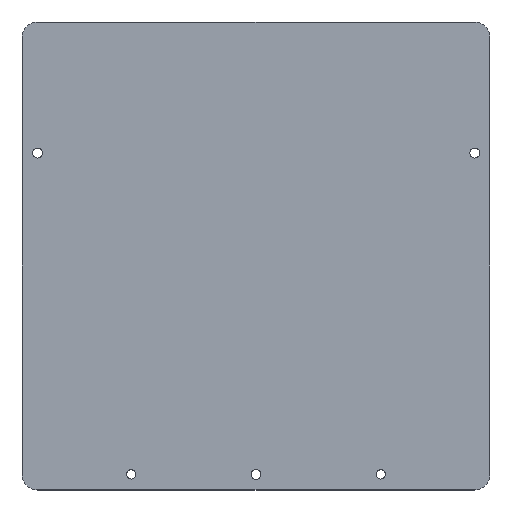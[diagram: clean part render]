
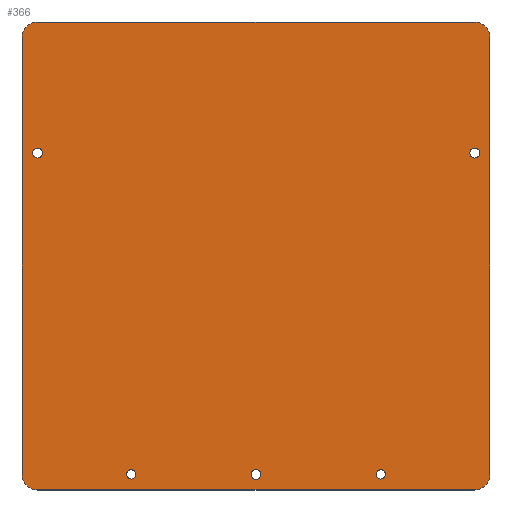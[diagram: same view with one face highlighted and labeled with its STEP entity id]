
A CAD part, top view. The second image highlights one B-rep face of the part: STEP entity #366.
In plain terms, the highlighted planar face has unit normal (0, 0, 1).
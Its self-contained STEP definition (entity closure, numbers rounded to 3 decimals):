
#18=FACE_BOUND('',#76,.T.);
#19=FACE_BOUND('',#77,.T.);
#20=FACE_BOUND('',#78,.T.);
#21=FACE_BOUND('',#79,.T.);
#22=FACE_BOUND('',#80,.T.);
#35=PLANE('',#422);
#51=FACE_OUTER_BOUND('',#75,.T.);
#75=EDGE_LOOP('',(#294,#295,#296,#297,#298,#299,#300,#301));
#76=EDGE_LOOP('',(#302));
#77=EDGE_LOOP('',(#303));
#78=EDGE_LOOP('',(#304));
#79=EDGE_LOOP('',(#305));
#80=EDGE_LOOP('',(#306));
#101=LINE('',#609,#125);
#103=LINE('',#614,#127);
#107=LINE('',#623,#131);
#111=LINE('',#632,#135);
#125=VECTOR('',#501,1000.);
#127=VECTOR('',#505,1000.);
#131=VECTOR('',#511,1000.);
#135=VECTOR('',#517,1000.);
#149=CIRCLE('',#409,1.5);
#151=CIRCLE('',#412,1.5);
#153=CIRCLE('',#415,1.6);
#154=CIRCLE('',#417,1.6);
#155=CIRCLE('',#423,5.);
#156=CIRCLE('',#424,5.);
#157=CIRCLE('',#425,5.);
#158=CIRCLE('',#426,5.);
#159=CIRCLE('',#427,1.6);
#173=VERTEX_POINT('',#583);
#175=VERTEX_POINT('',#589);
#177=VERTEX_POINT('',#595);
#178=VERTEX_POINT('',#599);
#181=VERTEX_POINT('',#606);
#182=VERTEX_POINT('',#608);
#183=VERTEX_POINT('',#612);
#184=VERTEX_POINT('',#613);
#187=VERTEX_POINT('',#621);
#188=VERTEX_POINT('',#622);
#191=VERTEX_POINT('',#630);
#192=VERTEX_POINT('',#631);
#195=VERTEX_POINT('',#643);
#208=EDGE_CURVE('',#173,#173,#149,.T.);
#211=EDGE_CURVE('',#175,#175,#151,.T.);
#214=EDGE_CURVE('',#177,#177,#153,.T.);
#216=EDGE_CURVE('',#178,#178,#154,.T.);
#220=EDGE_CURVE('',#181,#182,#101,.T.);
#222=EDGE_CURVE('',#183,#184,#103,.T.);
#226=EDGE_CURVE('',#187,#188,#107,.T.);
#230=EDGE_CURVE('',#191,#192,#111,.T.);
#234=EDGE_CURVE('',#181,#183,#155,.T.);
#235=EDGE_CURVE('',#184,#187,#156,.T.);
#236=EDGE_CURVE('',#188,#192,#157,.T.);
#237=EDGE_CURVE('',#191,#182,#158,.T.);
#238=EDGE_CURVE('',#195,#195,#159,.T.);
#294=ORIENTED_EDGE('',*,*,#220,.F.);
#295=ORIENTED_EDGE('',*,*,#234,.T.);
#296=ORIENTED_EDGE('',*,*,#222,.T.);
#297=ORIENTED_EDGE('',*,*,#235,.T.);
#298=ORIENTED_EDGE('',*,*,#226,.T.);
#299=ORIENTED_EDGE('',*,*,#236,.T.);
#300=ORIENTED_EDGE('',*,*,#230,.F.);
#301=ORIENTED_EDGE('',*,*,#237,.T.);
#302=ORIENTED_EDGE('',*,*,#208,.T.);
#303=ORIENTED_EDGE('',*,*,#211,.T.);
#304=ORIENTED_EDGE('',*,*,#214,.T.);
#305=ORIENTED_EDGE('',*,*,#216,.T.);
#306=ORIENTED_EDGE('',*,*,#238,.F.);
#366=ADVANCED_FACE('',(#51,#18,#19,#20,#21,#22),#35,.T.);
#409=AXIS2_PLACEMENT_3D('',#584,#475,#476);
#412=AXIS2_PLACEMENT_3D('',#590,#482,#483);
#415=AXIS2_PLACEMENT_3D('',#596,#489,#490);
#417=AXIS2_PLACEMENT_3D('',#600,#494,#495);
#422=AXIS2_PLACEMENT_3D('',#638,#521,#522);
#423=AXIS2_PLACEMENT_3D('',#639,#523,#524);
#424=AXIS2_PLACEMENT_3D('',#640,#525,#526);
#425=AXIS2_PLACEMENT_3D('',#641,#527,#528);
#426=AXIS2_PLACEMENT_3D('',#642,#529,#530);
#427=AXIS2_PLACEMENT_3D('',#644,#531,#532);
#475=DIRECTION('center_axis',(0.,0.,-1.));
#476=DIRECTION('ref_axis',(1.,0.,0.));
#482=DIRECTION('center_axis',(0.,0.,-1.));
#483=DIRECTION('ref_axis',(1.,0.,0.));
#489=DIRECTION('center_axis',(0.,0.,-1.));
#490=DIRECTION('ref_axis',(1.,0.,0.));
#494=DIRECTION('center_axis',(0.,0.,-1.));
#495=DIRECTION('ref_axis',(1.,0.,0.));
#501=DIRECTION('',(0.,-1.,0.));
#505=DIRECTION('',(-1.,0.,0.));
#511=DIRECTION('',(0.,-1.,0.));
#517=DIRECTION('',(-1.,0.,0.));
#521=DIRECTION('center_axis',(0.,0.,1.));
#522=DIRECTION('ref_axis',(1.,0.,0.));
#523=DIRECTION('center_axis',(0.,0.,1.));
#524=DIRECTION('ref_axis',(1.,0.,0.));
#525=DIRECTION('center_axis',(0.,0.,1.));
#526=DIRECTION('ref_axis',(1.,0.,0.));
#527=DIRECTION('center_axis',(0.,0.,1.));
#528=DIRECTION('ref_axis',(1.,0.,0.));
#529=DIRECTION('center_axis',(0.,0.,1.));
#530=DIRECTION('ref_axis',(1.,0.,0.));
#531=DIRECTION('center_axis',(0.,0.,1.));
#532=DIRECTION('ref_axis',(1.,0.,0.));
#583=CARTESIAN_POINT('',(38.5,-70.,6.));
#584=CARTESIAN_POINT('Origin',(40.,-70.,6.));
#589=CARTESIAN_POINT('',(-41.5,-70.,6.));
#590=CARTESIAN_POINT('Origin',(-40.,-70.,6.));
#595=CARTESIAN_POINT('',(68.513,33.,6.));
#596=CARTESIAN_POINT('Origin',(70.113,33.,6.));
#599=CARTESIAN_POINT('',(-71.587,33.,6.));
#600=CARTESIAN_POINT('Origin',(-69.987,33.,6.));
#606=CARTESIAN_POINT('',(75.,70.,6.));
#608=CARTESIAN_POINT('',(75.,-70.,6.));
#609=CARTESIAN_POINT('',(75.,0.,6.));
#612=CARTESIAN_POINT('',(70.,75.,6.));
#613=CARTESIAN_POINT('',(-70.,75.,6.));
#614=CARTESIAN_POINT('',(0.,75.,6.));
#621=CARTESIAN_POINT('',(-75.,70.,6.));
#622=CARTESIAN_POINT('',(-75.,-70.,6.));
#623=CARTESIAN_POINT('',(-75.,0.,6.));
#630=CARTESIAN_POINT('',(70.,-75.,6.));
#631=CARTESIAN_POINT('',(-70.,-75.,6.));
#632=CARTESIAN_POINT('',(0.,-75.,6.));
#638=CARTESIAN_POINT('Origin',(0.,0.,6.));
#639=CARTESIAN_POINT('Origin',(70.,70.,6.));
#640=CARTESIAN_POINT('Origin',(-70.,70.,6.));
#641=CARTESIAN_POINT('Origin',(-70.,-70.,6.));
#642=CARTESIAN_POINT('Origin',(70.,-70.,6.));
#643=CARTESIAN_POINT('',(-1.6,-70.,6.));
#644=CARTESIAN_POINT('Origin',(0.,-70.,6.));
